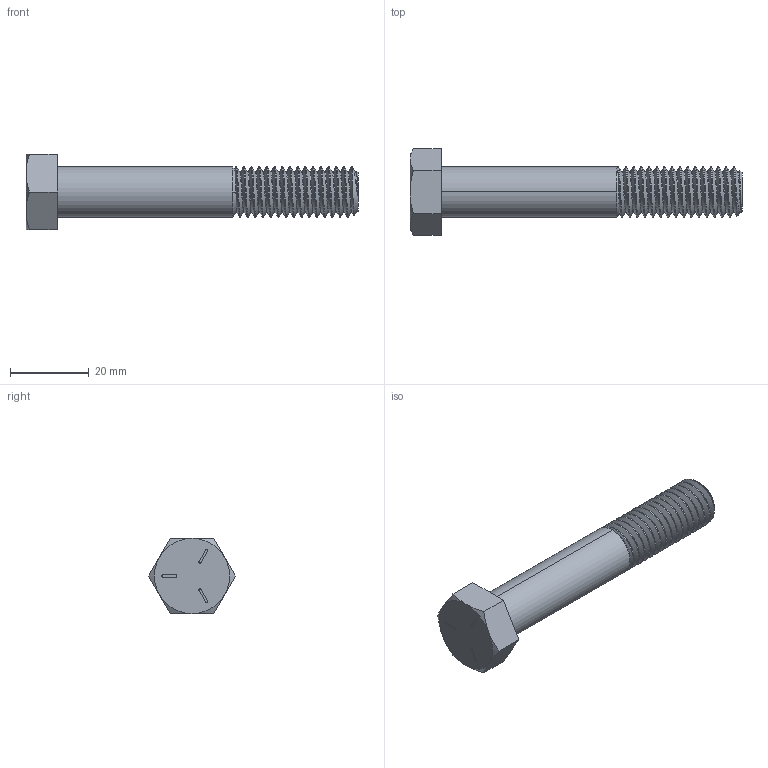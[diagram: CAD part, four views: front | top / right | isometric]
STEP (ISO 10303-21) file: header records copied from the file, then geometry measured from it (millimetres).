
FILE_DESCRIPTION (( 'STEP AP203' ), '1' );
FILE_NAME ('99894A435_Mil. Spec. Medium-Strength Steel Hex Head Screw_99894A435_sldprt.STEP', '2023-01-20T01:39:06', ( '' ), ( '' ), 'SwSTEP 2.0', 'SolidWorks 2022', '' );
FILE_SCHEMA (( 'CONFIG_CONTROL_DESIGN' ));
Length unit declared in the file: inch
Products named in the file (1): 99894A435_Mil. Spec. Medium-Strength Steel Hex Head Screw_99894A435_sldprt
Bounding box: 84.14 x 22 x 19.05 mm (x, y, z)
Volume: 11392.8 mm3; surface area: 4843.9 mm2
Topology: 1 solids, 1 shells, 74 faces, 196 edges, 128 vertices
Faces by surface type: cylinder 41, plane 18, cone 12, bspline 3
Entity records: 8559 total; most frequent: CARTESIAN_POINT 6867, ORIENTED_EDGE 392, DIRECTION 282, EDGE_CURVE 196, VERTEX_POINT 128, AXIS2_PLACEMENT_3D 103, EDGE_LOOP 78, LINE 76
